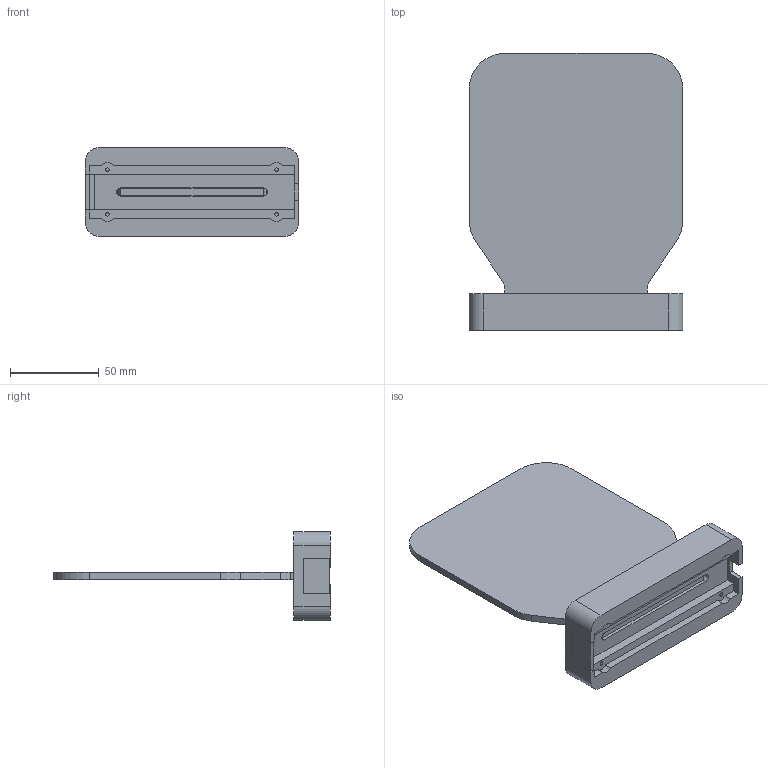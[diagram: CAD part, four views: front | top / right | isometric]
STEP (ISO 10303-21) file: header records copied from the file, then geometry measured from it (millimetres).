
FILE_DESCRIPTION(/* description */ (''),/* implementation_level */ '2;1');
FILE_NAME(/* name */ 'LED.step',/* time_stamp */ '2023-07-10T00:05:48+08:00',/* author */ (''),/* organization */ (''),/* preprocessor_version */ 'ST-DEVELOPER v19.2',/* originating_system */ 'Autodesk Translation Framework v11.17.0.187',/* authorisation */ '');
FILE_SCHEMA (('AUTOMOTIVE_DESIGN { 1 0 10303 214 3 1 1 }'));
Length unit declared in the file: millimetre
Products named in the file (4): LED; LED-Base; LED-Touch; LED-Acrylic
Assembly tree (3 placements, depth 2):
  LED
    LED-Base
    LED-Touch
    LED-Acrylic
Bounding box: 120 x 155.6 x 50 mm (x, y, z)
Volume: 156549.1 mm3; surface area: 57079.3 mm2
Topology: 3 solids, 3 shells, 78 faces, 201 edges, 134 vertices
Faces by surface type: plane 57, cylinder 21
Full cylindrical faces by diameter (mm): 2 x5
Entity records: 2519 total; most frequent: CARTESIAN_POINT 421, DIRECTION 415, ORIENTED_EDGE 402, EDGE_CURVE 201, LINE 159, VECTOR 159, VERTEX_POINT 134, AXIS2_PLACEMENT_3D 128
